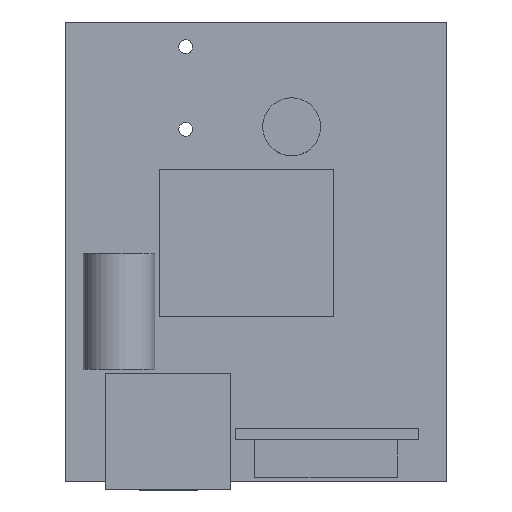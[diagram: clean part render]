
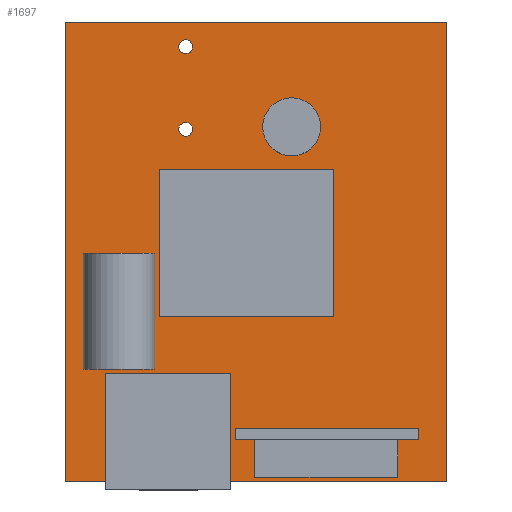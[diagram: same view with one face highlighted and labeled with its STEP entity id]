
A CAD part, top view. The second image highlights one B-rep face of the part: STEP entity #1697.
In plain terms, the highlighted planar face has unit normal (0, 0, 1).
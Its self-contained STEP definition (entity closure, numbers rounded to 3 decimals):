
#28=FACE_BOUND('',#242,.T.);
#29=FACE_BOUND('',#243,.T.);
#30=FACE_BOUND('',#244,.T.);
#31=FACE_BOUND('',#245,.T.);
#32=FACE_BOUND('',#246,.T.);
#33=FACE_BOUND('',#247,.T.);
#41=PLANE('',#1816);
#133=FACE_OUTER_BOUND('',#241,.T.);
#241=EDGE_LOOP('',(#1275,#1276,#1277,#1278,#1279,#1280,#1281,#1282));
#242=EDGE_LOOP('',(#1283,#1284));
#243=EDGE_LOOP('',(#1285,#1286,#1287,#1288,#1289,#1290,#1291,#1292));
#244=EDGE_LOOP('',(#1293,#1294,#1295,#1296));
#245=EDGE_LOOP('',(#1297));
#246=EDGE_LOOP('',(#1298));
#247=EDGE_LOOP('',(#1299));
#345=CIRCLE('',#1817,3.25);
#346=CIRCLE('',#1818,0.775);
#347=CIRCLE('',#1819,0.775);
#411=LINE('',#2507,#637);
#412=LINE('',#2509,#638);
#413=LINE('',#2511,#639);
#414=LINE('',#2513,#640);
#415=LINE('',#2515,#641);
#416=LINE('',#2517,#642);
#417=LINE('',#2519,#643);
#418=LINE('',#2520,#644);
#419=LINE('',#2523,#645);
#420=LINE('',#2526,#646);
#421=LINE('',#2528,#647);
#422=LINE('',#2530,#648);
#423=LINE('',#2532,#649);
#424=LINE('',#2534,#650);
#425=LINE('',#2536,#651);
#426=LINE('',#2538,#652);
#427=LINE('',#2539,#653);
#428=LINE('',#2542,#654);
#429=LINE('',#2544,#655);
#430=LINE('',#2546,#656);
#431=LINE('',#2547,#657);
#637=VECTOR('',#2003,10.);
#638=VECTOR('',#2004,10.);
#639=VECTOR('',#2005,10.);
#640=VECTOR('',#2006,10.);
#641=VECTOR('',#2007,10.);
#642=VECTOR('',#2008,10.);
#643=VECTOR('',#2009,10.);
#644=VECTOR('',#2010,10.);
#645=VECTOR('',#2011,10.);
#646=VECTOR('',#2012,10.);
#647=VECTOR('',#2013,10.);
#648=VECTOR('',#2014,10.);
#649=VECTOR('',#2015,10.);
#650=VECTOR('',#2016,10.);
#651=VECTOR('',#2017,10.);
#652=VECTOR('',#2018,10.);
#653=VECTOR('',#2019,10.);
#654=VECTOR('',#2020,10.);
#655=VECTOR('',#2021,10.);
#656=VECTOR('',#2022,10.);
#657=VECTOR('',#2023,10.);
#867=VERTEX_POINT('',#2505);
#868=VERTEX_POINT('',#2506);
#869=VERTEX_POINT('',#2508);
#870=VERTEX_POINT('',#2510);
#871=VERTEX_POINT('',#2512);
#872=VERTEX_POINT('',#2514);
#873=VERTEX_POINT('',#2516);
#874=VERTEX_POINT('',#2518);
#875=VERTEX_POINT('',#2521);
#876=VERTEX_POINT('',#2522);
#877=VERTEX_POINT('',#2524);
#878=VERTEX_POINT('',#2525);
#879=VERTEX_POINT('',#2527);
#880=VERTEX_POINT('',#2529);
#881=VERTEX_POINT('',#2531);
#882=VERTEX_POINT('',#2533);
#883=VERTEX_POINT('',#2535);
#884=VERTEX_POINT('',#2537);
#885=VERTEX_POINT('',#2540);
#886=VERTEX_POINT('',#2541);
#887=VERTEX_POINT('',#2543);
#888=VERTEX_POINT('',#2545);
#889=VERTEX_POINT('',#2548);
#890=VERTEX_POINT('',#2550);
#891=VERTEX_POINT('',#2552);
#1029=EDGE_CURVE('',#867,#868,#411,.T.);
#1030=EDGE_CURVE('',#868,#869,#412,.T.);
#1031=EDGE_CURVE('',#869,#870,#413,.T.);
#1032=EDGE_CURVE('',#870,#871,#414,.T.);
#1033=EDGE_CURVE('',#871,#872,#415,.T.);
#1034=EDGE_CURVE('',#872,#873,#416,.T.);
#1035=EDGE_CURVE('',#873,#874,#417,.T.);
#1036=EDGE_CURVE('',#874,#867,#418,.T.);
#1037=EDGE_CURVE('',#875,#876,#419,.T.);
#1038=EDGE_CURVE('',#877,#878,#420,.T.);
#1039=EDGE_CURVE('',#878,#879,#421,.T.);
#1040=EDGE_CURVE('',#879,#880,#422,.T.);
#1041=EDGE_CURVE('',#880,#881,#423,.T.);
#1042=EDGE_CURVE('',#881,#882,#424,.T.);
#1043=EDGE_CURVE('',#882,#883,#425,.T.);
#1044=EDGE_CURVE('',#883,#884,#426,.T.);
#1045=EDGE_CURVE('',#884,#877,#427,.T.);
#1046=EDGE_CURVE('',#885,#886,#428,.T.);
#1047=EDGE_CURVE('',#886,#887,#429,.T.);
#1048=EDGE_CURVE('',#887,#888,#430,.T.);
#1049=EDGE_CURVE('',#888,#885,#431,.T.);
#1050=EDGE_CURVE('',#889,#889,#345,.T.);
#1051=EDGE_CURVE('',#890,#890,#346,.T.);
#1052=EDGE_CURVE('',#891,#891,#347,.T.);
#1275=ORIENTED_EDGE('',*,*,#1029,.T.);
#1276=ORIENTED_EDGE('',*,*,#1030,.T.);
#1277=ORIENTED_EDGE('',*,*,#1031,.T.);
#1278=ORIENTED_EDGE('',*,*,#1032,.T.);
#1279=ORIENTED_EDGE('',*,*,#1033,.T.);
#1280=ORIENTED_EDGE('',*,*,#1034,.T.);
#1281=ORIENTED_EDGE('',*,*,#1035,.T.);
#1282=ORIENTED_EDGE('',*,*,#1036,.T.);
#1283=ORIENTED_EDGE('',*,*,#1037,.T.);
#1284=ORIENTED_EDGE('',*,*,#1037,.F.);
#1285=ORIENTED_EDGE('',*,*,#1038,.T.);
#1286=ORIENTED_EDGE('',*,*,#1039,.T.);
#1287=ORIENTED_EDGE('',*,*,#1040,.T.);
#1288=ORIENTED_EDGE('',*,*,#1041,.T.);
#1289=ORIENTED_EDGE('',*,*,#1042,.T.);
#1290=ORIENTED_EDGE('',*,*,#1043,.T.);
#1291=ORIENTED_EDGE('',*,*,#1044,.T.);
#1292=ORIENTED_EDGE('',*,*,#1045,.T.);
#1293=ORIENTED_EDGE('',*,*,#1046,.T.);
#1294=ORIENTED_EDGE('',*,*,#1047,.T.);
#1295=ORIENTED_EDGE('',*,*,#1048,.T.);
#1296=ORIENTED_EDGE('',*,*,#1049,.T.);
#1297=ORIENTED_EDGE('',*,*,#1050,.T.);
#1298=ORIENTED_EDGE('',*,*,#1051,.T.);
#1299=ORIENTED_EDGE('',*,*,#1052,.T.);
#1697=ADVANCED_FACE('',(#133,#28,#29,#30,#31,#32,#33),#41,.T.);
#1816=AXIS2_PLACEMENT_3D('',#2504,#2001,#2002);
#1817=AXIS2_PLACEMENT_3D('',#2549,#2024,#2025);
#1818=AXIS2_PLACEMENT_3D('',#2551,#2026,#2027);
#1819=AXIS2_PLACEMENT_3D('',#2553,#2028,#2029);
#2001=DIRECTION('center_axis',(0.,0.,1.));
#2002=DIRECTION('ref_axis',(1.,0.,0.));
#2003=DIRECTION('',(0.,-1.,0.));
#2004=DIRECTION('',(1.,0.,0.));
#2005=DIRECTION('',(0.,1.,0.));
#2006=DIRECTION('',(-1.,0.,0.));
#2007=DIRECTION('',(0.,-1.,0.));
#2008=DIRECTION('',(1.,0.,0.));
#2009=DIRECTION('',(0.,1.,0.));
#2010=DIRECTION('',(1.,0.,0.));
#2011=DIRECTION('',(0.,1.,0.));
#2012=DIRECTION('',(-1.,0.,0.));
#2013=DIRECTION('',(0.,-1.,0.));
#2014=DIRECTION('',(-1.,0.,0.));
#2015=DIRECTION('',(0.,1.,0.));
#2016=DIRECTION('',(-1.,0.,0.));
#2017=DIRECTION('',(0.,1.,0.));
#2018=DIRECTION('',(1.,0.,0.));
#2019=DIRECTION('',(0.,-1.,0.));
#2020=DIRECTION('',(0.,1.,0.));
#2021=DIRECTION('',(1.,0.,0.));
#2022=DIRECTION('',(0.,-1.,0.));
#2023=DIRECTION('',(-1.,0.,0.));
#2024=DIRECTION('center_axis',(0.,0.,-1.));
#2025=DIRECTION('ref_axis',(1.,0.,0.));
#2026=DIRECTION('center_axis',(0.,0.,-1.));
#2027=DIRECTION('ref_axis',(1.,0.,0.));
#2028=DIRECTION('center_axis',(0.,0.,-1.));
#2029=DIRECTION('ref_axis',(1.,0.,0.));
#2504=CARTESIAN_POINT('Origin',(0.,0.,1.6));
#2505=CARTESIAN_POINT('',(-2.85,-13.65,1.6));
#2506=CARTESIAN_POINT('',(-2.85,-25.75,1.6));
#2507=CARTESIAN_POINT('',(-2.85,-13.325,1.6));
#2508=CARTESIAN_POINT('',(21.35,-25.75,1.6));
#2509=CARTESIAN_POINT('',(21.35,-25.75,1.6));
#2510=CARTESIAN_POINT('',(21.35,25.75,1.6));
#2511=CARTESIAN_POINT('',(21.35,25.75,1.6));
#2512=CARTESIAN_POINT('',(-21.35,25.75,1.6));
#2513=CARTESIAN_POINT('',(-21.35,25.75,1.6));
#2514=CARTESIAN_POINT('',(-21.35,-25.75,1.6));
#2515=CARTESIAN_POINT('',(-21.35,-25.75,1.6));
#2516=CARTESIAN_POINT('',(-16.85,-25.75,1.6));
#2517=CARTESIAN_POINT('',(21.35,-25.75,1.6));
#2518=CARTESIAN_POINT('',(-16.85,-13.65,1.6));
#2519=CARTESIAN_POINT('',(-16.85,-13.325,1.6));
#2520=CARTESIAN_POINT('',(-4.925,-13.65,1.6));
#2521=CARTESIAN_POINT('',(-15.35,-13.15,1.6));
#2522=CARTESIAN_POINT('',(-15.35,-0.15,1.6));
#2523=CARTESIAN_POINT('',(-15.35,-13.15,1.6));
#2524=CARTESIAN_POINT('',(18.15,-21.05,1.6));
#2525=CARTESIAN_POINT('',(15.85,-21.05,1.6));
#2526=CARTESIAN_POINT('',(3.95,-21.05,1.6));
#2527=CARTESIAN_POINT('',(15.85,-25.25,1.6));
#2528=CARTESIAN_POINT('',(15.85,-12.625,1.6));
#2529=CARTESIAN_POINT('',(-0.15,-25.25,1.6));
#2530=CARTESIAN_POINT('',(3.925,-25.25,1.6));
#2531=CARTESIAN_POINT('',(-0.15,-21.05,1.6));
#2532=CARTESIAN_POINT('',(-0.15,-12.625,1.6));
#2533=CARTESIAN_POINT('',(-2.35,-21.05,1.6));
#2534=CARTESIAN_POINT('',(3.95,-21.05,1.6));
#2535=CARTESIAN_POINT('',(-2.35,-19.75,1.6));
#2536=CARTESIAN_POINT('',(-2.35,-10.525,1.6));
#2537=CARTESIAN_POINT('',(18.15,-19.75,1.6));
#2538=CARTESIAN_POINT('',(3.95,-19.75,1.6));
#2539=CARTESIAN_POINT('',(18.15,-10.525,1.6));
#2540=CARTESIAN_POINT('',(-10.85,-7.25,1.6));
#2541=CARTESIAN_POINT('',(-10.85,9.25,1.6));
#2542=CARTESIAN_POINT('',(-10.85,4.625,1.6));
#2543=CARTESIAN_POINT('',(8.65,9.25,1.6));
#2544=CARTESIAN_POINT('',(4.325,9.25,1.6));
#2545=CARTESIAN_POINT('',(8.65,-7.25,1.6));
#2546=CARTESIAN_POINT('',(8.65,-3.625,1.6));
#2547=CARTESIAN_POINT('',(-5.425,-7.25,1.6));
#2548=CARTESIAN_POINT('',(0.75,14.,1.6));
#2549=CARTESIAN_POINT('Origin',(4.,14.,1.6));
#2550=CARTESIAN_POINT('',(-8.65,22.975,1.6));
#2551=CARTESIAN_POINT('Origin',(-7.875,22.975,1.6));
#2552=CARTESIAN_POINT('',(-8.65,13.725,1.6));
#2553=CARTESIAN_POINT('Origin',(-7.875,13.725,1.6));
